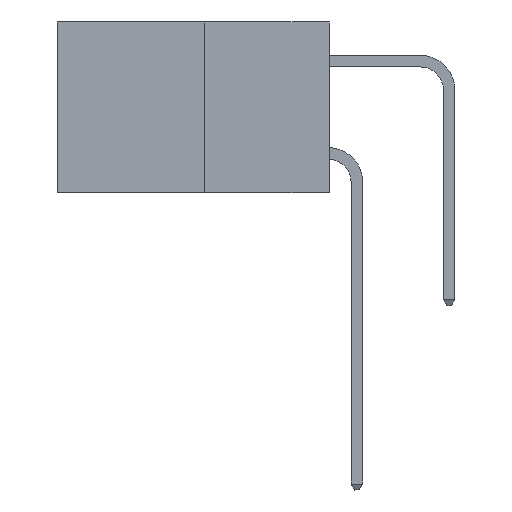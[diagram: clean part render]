
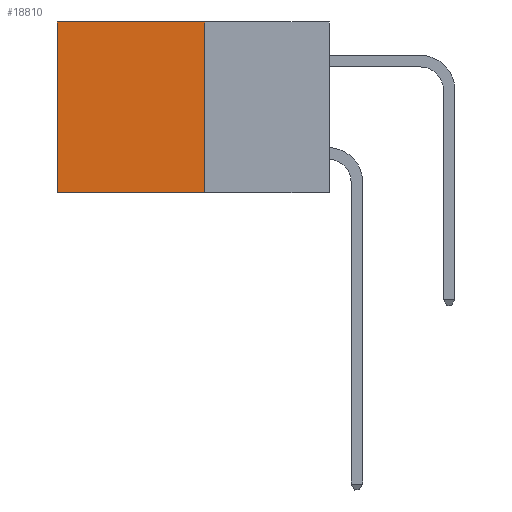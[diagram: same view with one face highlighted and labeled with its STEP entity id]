
A CAD part, left-side view. The second image highlights one B-rep face of the part: STEP entity #18810.
In plain terms, the highlighted planar face has unit normal (-1, 0, 0).
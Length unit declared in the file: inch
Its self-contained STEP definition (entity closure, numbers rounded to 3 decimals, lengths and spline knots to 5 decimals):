
#428 = VECTOR ( 'NONE', #22877, 39.37008 ) ;
#452 = PLANE ( 'NONE',  #15357 ) ;
#944 = LINE ( 'NONE', #11974, #12664 ) ;
#1481 = LINE ( 'NONE', #1814, #25359 ) ;
#1814 = CARTESIAN_POINT ( 'NONE',  ( 0.277, 0.27, -0.37 ) ) ;
#2167 = EDGE_CURVE ( 'NONE', #14784, #27856, #25081, .T. ) ;
#5251 = DIRECTION ( 'NONE',  ( 0., 0., -1. ) ) ;
#6086 = CARTESIAN_POINT ( 'NONE',  ( 0.277, 0.27, -0.37 ) ) ;
#6768 = ORIENTED_EDGE ( 'NONE', *, *, #13736, .F. ) ;
#7429 = DIRECTION ( 'NONE',  ( 0., 0., -1. ) ) ;
#8022 = CARTESIAN_POINT ( 'NONE',  ( 0.277, 0.27, 0. ) ) ;
#8384 = ORIENTED_EDGE ( 'NONE', *, *, #2167, .T. ) ;
#10866 = VERTEX_POINT ( 'NONE', #6086 ) ;
#11579 = EDGE_LOOP ( 'NONE', ( #25160, #18711, #6768, #8384 ) ) ;
#11974 = CARTESIAN_POINT ( 'NONE',  ( 0.277, 0.59, -0.37 ) ) ;
#12664 = VECTOR ( 'NONE', #7429, 39.37008 ) ;
#13736 = EDGE_CURVE ( 'NONE', #14784, #10866, #1481, .T. ) ;
#14784 = VERTEX_POINT ( 'NONE', #8022 ) ;
#15357 = AXIS2_PLACEMENT_3D ( 'NONE', #23557, #19097, #5251 ) ;
#15858 = DIRECTION ( 'NONE',  ( 0., 1., 0. ) ) ;
#16357 = EDGE_CURVE ( 'NONE', #27856, #18081, #944, .T. ) ;
#18081 = VERTEX_POINT ( 'NONE', #29671 ) ;
#18711 = ORIENTED_EDGE ( 'NONE', *, *, #28708, .F. ) ;
#18810 = ADVANCED_FACE ( 'NONE', ( #20592 ), #452, .F. ) ;
#19097 = DIRECTION ( 'NONE',  ( 1., 0., 0. ) ) ;
#20350 = DIRECTION ( 'NONE',  ( 0., 0., -1. ) ) ;
#20592 = FACE_OUTER_BOUND ( 'NONE', #11579, .T. ) ;
#22877 = DIRECTION ( 'NONE',  ( 0., 1., 0. ) ) ;
#22981 = CARTESIAN_POINT ( 'NONE',  ( 0.277, 0.27, 0. ) ) ;
#23557 = CARTESIAN_POINT ( 'NONE',  ( 0.277, 0.27, -0.37 ) ) ;
#25081 = LINE ( 'NONE', #22981, #428 ) ;
#25160 = ORIENTED_EDGE ( 'NONE', *, *, #16357, .T. ) ;
#25359 = VECTOR ( 'NONE', #20350, 39.37008 ) ;
#25369 = CARTESIAN_POINT ( 'NONE',  ( 0.277, 0.59, 0. ) ) ;
#25439 = LINE ( 'NONE', #29493, #26150 ) ;
#26150 = VECTOR ( 'NONE', #15858, 39.37008 ) ;
#27856 = VERTEX_POINT ( 'NONE', #25369 ) ;
#28708 = EDGE_CURVE ( 'NONE', #10866, #18081, #25439, .T. ) ;
#29493 = CARTESIAN_POINT ( 'NONE',  ( 0.277, 0.27, -0.37 ) ) ;
#29671 = CARTESIAN_POINT ( 'NONE',  ( 0.277, 0.59, -0.37 ) ) ;
